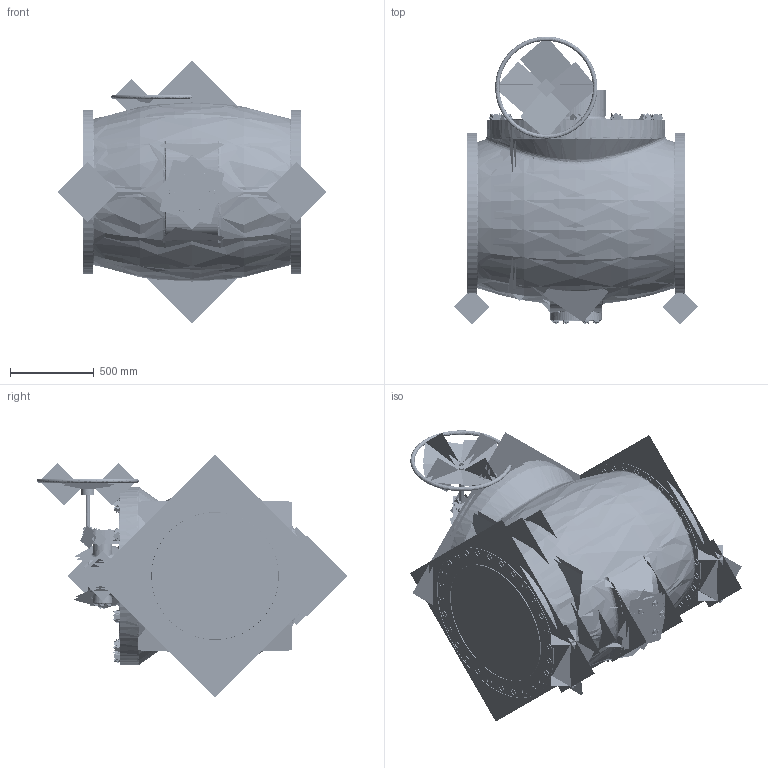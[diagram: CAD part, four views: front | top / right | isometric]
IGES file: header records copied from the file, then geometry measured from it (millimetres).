
Start section:  PTC IGES file: plug_flxfl-30in-handwheel_asm.igs
Global section: file name: plug_flxfl-30in-handwheel_asm.igs; native system: Creo Parametric by Parametric Technology Corporation; preprocessor: 2013050; author: HAPPY; organization: Unknown; date: 20170128.153444; units: inch
Bounding box: 1601.22 x 1855.4 x 1570.19 mm (x, y, z)
Volume: 351481486.7 mm3; surface area: 90798220.3 mm2
Topology: 65 solids, 64 shells, 3886 faces, 19424 edges, 24506 vertices
Faces by surface type: revolution 1956, bspline 1686, extrusion 244
